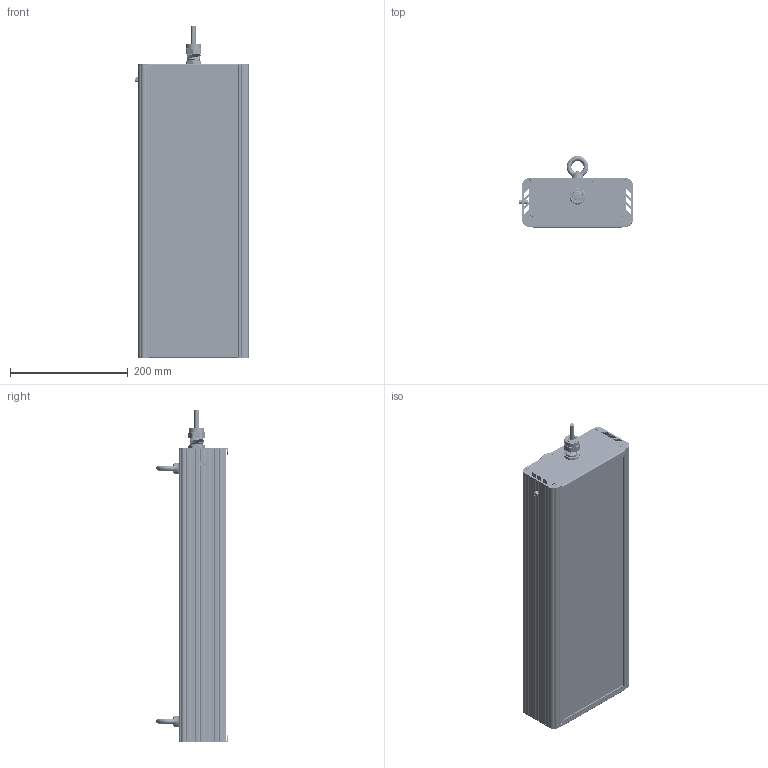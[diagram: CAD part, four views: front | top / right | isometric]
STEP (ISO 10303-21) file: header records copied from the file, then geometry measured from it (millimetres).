
FILE_DESCRIPTION(('STEP AP214'), '1');
FILE_NAME('001.0096.25.000 - ÃÑÏ-Ýêñòðà-Îïòèê-2Åõ-90', '', ('UNSPECIFIED'), ('UNSPECIFIED'), 'C3D Converter', 'C3D Toolkit', '');
FILE_SCHEMA(('AUTOMOTIVE_DESIGN { 1 0 10303 214 3 1 1}'));
Length unit declared in the file: millimetre
Products named in the file (29): 001.0096.25.000; 001.0065.02.000
Assembly tree (60 placements, depth 4):
  001.0096.25.000
    (unnamed)
      (unnamed)
      (unnamed)
      (unnamed)
      (unnamed)
      (unnamed)
      (unnamed)
      (unnamed)
      (unnamed)  x6
      (unnamed)  x6
      (unnamed)
      (unnamed)
      (unnamed)  x10
        (unnamed)
        (unnamed)
        (unnamed)
        (unnamed)
        (unnamed)
        (unnamed)
        (unnamed)
        (unnamed)
        (unnamed)
        (unnamed)
      (unnamed)
        (unnamed)
    001.0065.02.000  x2
      (unnamed)
      (unnamed)
Bounding box: 192.43 x 121.61 x 564 mm (x, y, z)
Volume: 1685942.3 mm3; surface area: 1254608 mm2
Topology: 357 solids, 357 shells, 4797 faces, 10785 edges, 7186 vertices
Faces by surface type: plane 3460, cylinder 1060, bspline 171, cone 91, sphere 10, torus 5
Full cylindrical faces by diameter (mm): 1 x10, 2 x20, 2.5 x40, 2.8 x250, 3.2 x10, 3.5 x60, 4 x13, 5 x2, 6 x3, 7 x2, 8 x12, 9 x130, 10 x1, 12.5 x1, 13 x1, 16 x1, 17 x1, 18 x1, 18.5 x1, 19 x1, 20 x1, 21.5 x1, 22 x2, 25.5 x1
Entity records: 82175 total; most frequent: CARTESIAN_POINT 44001, DIRECTION 6664, ORIENTED_EDGE 5678, EDGE_CURVE 2839, AXIS2_PLACEMENT_3D 2378, VERTEX_POINT 1971, LINE 1908, VECTOR 1908
